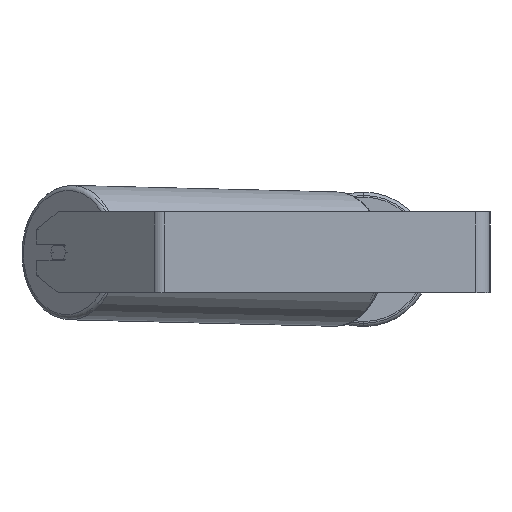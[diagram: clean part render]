
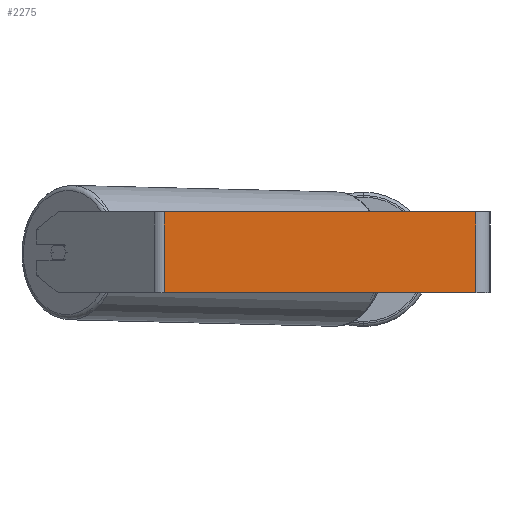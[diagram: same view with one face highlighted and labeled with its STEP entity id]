
A CAD part, left-side view. The second image highlights one B-rep face of the part: STEP entity #2275.
In plain terms, the highlighted planar face has unit normal (-1, 0, 0).
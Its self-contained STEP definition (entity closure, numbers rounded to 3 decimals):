
#8 = LINE ( 'NONE', #5002, #1569 ) ;
#220 = DIRECTION ( 'NONE',  ( 0., 0., -1. ) ) ;
#471 = VERTEX_POINT ( 'NONE', #4109 ) ;
#568 = EDGE_CURVE ( 'NONE', #471, #6185, #8, .T. ) ;
#594 = VECTOR ( 'NONE', #5453, 1000. ) ;
#706 = CARTESIAN_POINT ( 'NONE',  ( -620., 14., -40. ) ) ;
#1143 = EDGE_LOOP ( 'NONE', ( #2683, #6404, #2416, #6154 ) ) ;
#1355 = LINE ( 'NONE', #1392, #6261 ) ;
#1392 = CARTESIAN_POINT ( 'NONE',  ( -620., 14., 40. ) ) ;
#1569 = VECTOR ( 'NONE', #2176, 1000. ) ;
#2176 = DIRECTION ( 'NONE',  ( 0., -1., 0. ) ) ;
#2202 = CARTESIAN_POINT ( 'NONE',  ( -620., 322.271, -40. ) ) ;
#2275 = ADVANCED_FACE ( 'NONE', ( #6050 ), #6764, .F. ) ;
#2416 = ORIENTED_EDGE ( 'NONE', *, *, #568, .F. ) ;
#2459 = CARTESIAN_POINT ( 'NONE',  ( -620., 14., 40. ) ) ;
#2683 = ORIENTED_EDGE ( 'NONE', *, *, #7184, .T. ) ;
#3154 = VECTOR ( 'NONE', #220, 1000. ) ;
#3413 = LINE ( 'NONE', #6068, #594 ) ;
#4109 = CARTESIAN_POINT ( 'NONE',  ( -620., 322.271, 40. ) ) ;
#4273 = LINE ( 'NONE', #5572, #3154 ) ;
#4625 = DIRECTION ( 'NONE',  ( 0., 0., -1. ) ) ;
#4671 = DIRECTION ( 'NONE',  ( 0., 0., -1. ) ) ;
#5002 = CARTESIAN_POINT ( 'NONE',  ( -620., 328.07, 40. ) ) ;
#5252 = CARTESIAN_POINT ( 'NONE',  ( -620., 328.07, 40. ) ) ;
#5453 = DIRECTION ( 'NONE',  ( 0., -1., 0. ) ) ;
#5572 = CARTESIAN_POINT ( 'NONE',  ( -620., 322.271, 40. ) ) ;
#6050 = FACE_OUTER_BOUND ( 'NONE', #1143, .T. ) ;
#6068 = CARTESIAN_POINT ( 'NONE',  ( -620., 328.07, -40. ) ) ;
#6154 = ORIENTED_EDGE ( 'NONE', *, *, #8751, .T. ) ;
#6185 = VERTEX_POINT ( 'NONE', #2459 ) ;
#6261 = VECTOR ( 'NONE', #4625, 1000. ) ;
#6393 = AXIS2_PLACEMENT_3D ( 'NONE', #5252, #7387, #4671 ) ;
#6404 = ORIENTED_EDGE ( 'NONE', *, *, #7886, .F. ) ;
#6764 = PLANE ( 'NONE',  #6393 ) ;
#7184 = EDGE_CURVE ( 'NONE', #7645, #8298, #3413, .T. ) ;
#7387 = DIRECTION ( 'NONE',  ( 1., 0., 0. ) ) ;
#7645 = VERTEX_POINT ( 'NONE', #2202 ) ;
#7886 = EDGE_CURVE ( 'NONE', #6185, #8298, #1355, .T. ) ;
#8298 = VERTEX_POINT ( 'NONE', #706 ) ;
#8751 = EDGE_CURVE ( 'NONE', #471, #7645, #4273, .T. ) ;
